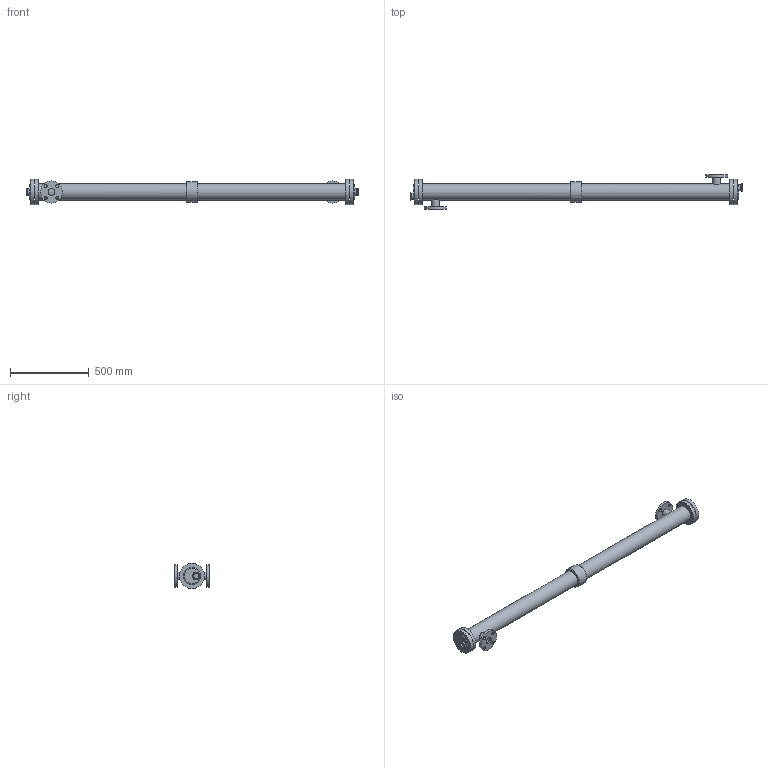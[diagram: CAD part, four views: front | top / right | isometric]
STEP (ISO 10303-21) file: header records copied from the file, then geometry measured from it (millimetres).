
FILE_DESCRIPTION(/* description */ (''),/* implementation_level */ '2;1');
FILE_NAME(/* name */ 'HE40-40A-15.stp',/* time_stamp */ '2024-04-25T11:10:16+09:00',/* author */ ('autocad33'),/* organization */ (''),/* preprocessor_version */ 'ST-DEVELOPER v19.2',/* originating_system */ 'Autodesk Inventor 2023',/* authorisation */ '');
FILE_SCHEMA (('AUTOMOTIVE_DESIGN { 1 0 10303 214 3 1 1 }'));
Length unit declared in the file: millimetre
Products named in the file (1): HE40元-08
Bounding box: 2102 x 220 x 159 mm (x, y, z)
Volume: 18348603.8 mm3; surface area: 955215.7 mm2
Topology: 3 solids, 3 shells, 83 faces, 183 edges, 121 vertices
Faces by surface type: cylinder 57, plane 20, cone 4, torus 2
Full cylindrical faces by diameter (mm): 14 x24, 19 x8, 35.7 x2, 38.09 x1, 38.1 x2, 38.11 x1, 43 x2, 48.6 x2, 50.49 x1, 50.51 x1, 100 x2, 101.6 x2, 127 x1, 140 x2, 159 x4
Entity records: 2763 total; most frequent: CARTESIAN_POINT 653, DIRECTION 456, ORIENTED_EDGE 366, AXIS2_PLACEMENT_3D 198, EDGE_CURVE 183, EDGE_LOOP 162, VERTEX_POINT 121, CIRCLE 114
